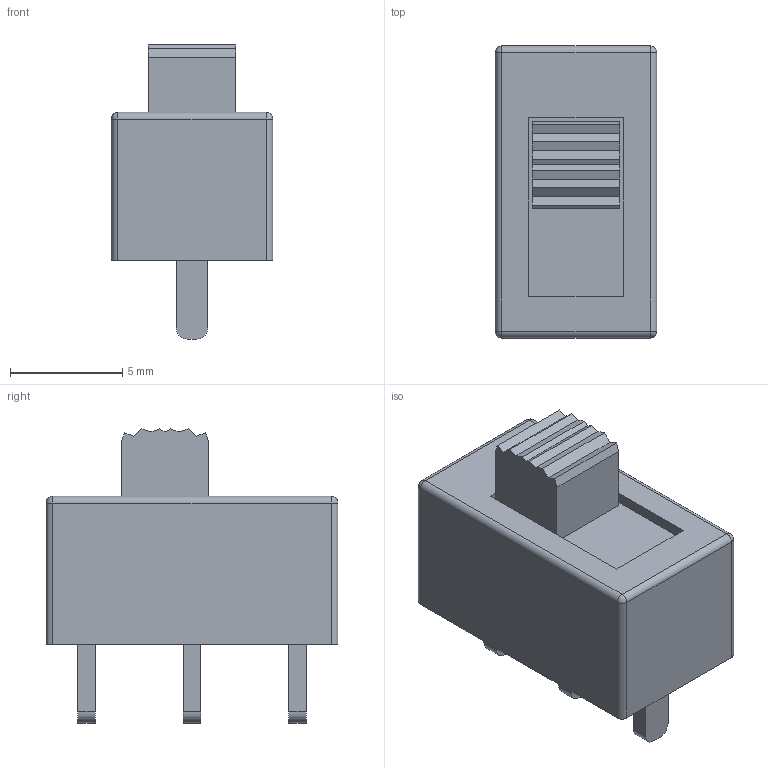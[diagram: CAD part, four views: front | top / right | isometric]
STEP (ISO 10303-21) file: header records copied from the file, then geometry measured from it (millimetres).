
FILE_DESCRIPTION(/* description */ ('','CAx-IF Rec.Pracs.---Representation and Presentation of Product Manufacturing Information (PMI)---3.8---2014-02-18'),/* implementation_level */ '2;1');
FILE_NAME(/* name */ 'SS-12M11G3.stp',/* time_stamp */ '2022-02-18T21:36:25+06:00',/* author */ ('Nurekengoi'),/* organization */ (''),/* preprocessor_version */ 'ST-DEVELOPER v16.13',/* originating_system */ 'Autodesk Inventor 2018',/* authorisation */ '');
FILE_SCHEMA (('AP242_MANAGED_MODEL_BASED_3D_ENGINEERING_MIM_LF { 1 0 10303 442 1 1 4 }'));
Length unit declared in the file: millimetre
Products named in the file (1): SS-12M11G3
Bounding box: 7.2 x 13 x 13.1 mm (x, y, z)
Volume: 662.4 mm3; surface area: 554.7 mm2
Topology: 1 solids, 1 shells, 60 faces, 147 edges, 94 vertices
Faces by surface type: plane 42, cylinder 14, sphere 4
Entity records: 1949 total; most frequent: DIRECTION 331, CARTESIAN_POINT 327, ORIENTED_EDGE 294, EDGE_CURVE 147, LINE 119, VECTOR 119, AXIS2_PLACEMENT_3D 110, VERTEX_POINT 94
